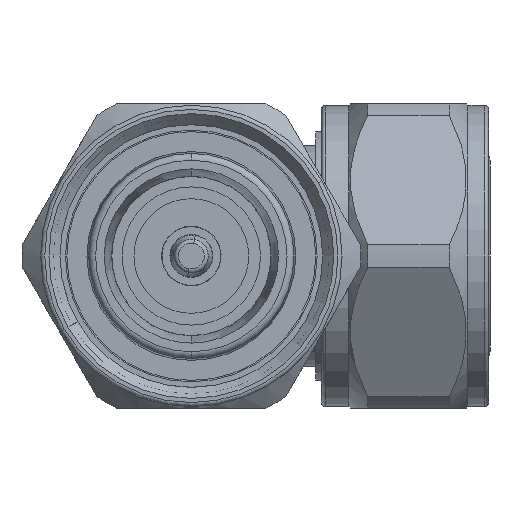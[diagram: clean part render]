
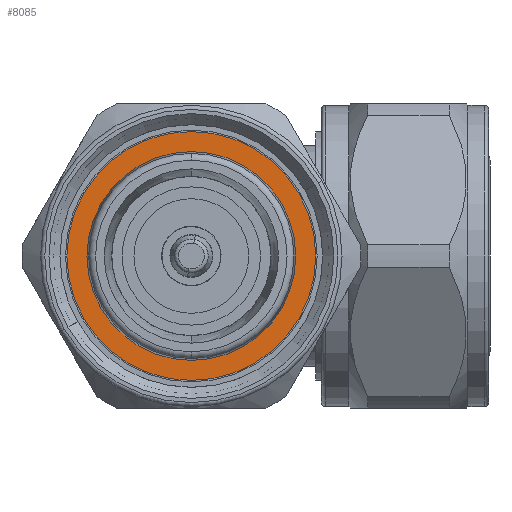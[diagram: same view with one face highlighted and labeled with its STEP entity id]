
A CAD part, left-side view. The second image highlights one B-rep face of the part: STEP entity #8085.
In plain terms, the highlighted face is planar.
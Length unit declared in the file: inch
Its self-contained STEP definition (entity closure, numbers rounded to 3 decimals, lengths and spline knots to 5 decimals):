
#39 = FACE_BOUND ( 'NONE', #6527, .T. ) ;
#345 = CIRCLE ( 'NONE', #5781, 0.35433 ) ;
#412 = CARTESIAN_POINT ( 'NONE',  ( -0.33071, 0., 0. ) ) ;
#692 = CARTESIAN_POINT ( 'NONE',  ( -0.33071, 0., 0.29724 ) ) ;
#891 = CIRCLE ( 'NONE', #5195, 0.29724 ) ;
#1014 = VERTEX_POINT ( 'NONE', #5915 ) ;
#1074 = ORIENTED_EDGE ( 'NONE', *, *, #4655, .T. ) ;
#1181 = VERTEX_POINT ( 'NONE', #5836 ) ;
#1365 = AXIS2_PLACEMENT_3D ( 'NONE', #7200, #10617, #9044 ) ;
#2349 = ORIENTED_EDGE ( 'NONE', *, *, #10521, .T. ) ;
#2503 = CARTESIAN_POINT ( 'NONE',  ( -0.33071, 0., -0.35433 ) ) ;
#3147 = EDGE_CURVE ( 'NONE', #6991, #1181, #891, .T. ) ;
#3273 = DIRECTION ( 'NONE',  ( 1., 0., 0. ) ) ;
#3750 = EDGE_CURVE ( 'NONE', #1181, #6991, #9700, .T. ) ;
#4602 = DIRECTION ( 'NONE',  ( 0., 0., -1. ) ) ;
#4620 = AXIS2_PLACEMENT_3D ( 'NONE', #412, #3273, #5939 ) ;
#4655 = EDGE_CURVE ( 'NONE', #7729, #1014, #345, .T. ) ;
#5154 = CIRCLE ( 'NONE', #7438, 0.35433 ) ;
#5195 = AXIS2_PLACEMENT_3D ( 'NONE', #6252, #6959, #9041 ) ;
#5388 = CARTESIAN_POINT ( 'NONE',  ( -0.33071, 0., 0. ) ) ;
#5781 = AXIS2_PLACEMENT_3D ( 'NONE', #5388, #6382, #4602 ) ;
#5836 = CARTESIAN_POINT ( 'NONE',  ( -0.33071, 0., -0.29724 ) ) ;
#5915 = CARTESIAN_POINT ( 'NONE',  ( -0.33071, 0., 0.35433 ) ) ;
#5939 = DIRECTION ( 'NONE',  ( 0., 0., -1. ) ) ;
#5989 = CARTESIAN_POINT ( 'NONE',  ( -0.33071, 0., 0. ) ) ;
#6252 = CARTESIAN_POINT ( 'NONE',  ( -0.33071, 0., 0. ) ) ;
#6382 = DIRECTION ( 'NONE',  ( 1., 0., 0. ) ) ;
#6527 = EDGE_LOOP ( 'NONE', ( #11326, #7228 ) ) ;
#6959 = DIRECTION ( 'NONE',  ( 1., 0., 0. ) ) ;
#6991 = VERTEX_POINT ( 'NONE', #692 ) ;
#7200 = CARTESIAN_POINT ( 'NONE',  ( -0.33071, 0.35433, 0. ) ) ;
#7228 = ORIENTED_EDGE ( 'NONE', *, *, #3147, .F. ) ;
#7438 = AXIS2_PLACEMENT_3D ( 'NONE', #5989, #10509, #7590 ) ;
#7590 = DIRECTION ( 'NONE',  ( 0., 0., -1. ) ) ;
#7729 = VERTEX_POINT ( 'NONE', #2503 ) ;
#7929 = EDGE_LOOP ( 'NONE', ( #1074, #2349 ) ) ;
#8048 = PLANE ( 'NONE',  #1365 ) ;
#8085 = ADVANCED_FACE ( 'NONE', ( #10676, #39 ), #8048, .T. ) ;
#9041 = DIRECTION ( 'NONE',  ( 0., 0., -1. ) ) ;
#9044 = DIRECTION ( 'NONE',  ( 0., 1., 0. ) ) ;
#9700 = CIRCLE ( 'NONE', #4620, 0.29724 ) ;
#10509 = DIRECTION ( 'NONE',  ( 1., 0., 0. ) ) ;
#10521 = EDGE_CURVE ( 'NONE', #1014, #7729, #5154, .T. ) ;
#10617 = DIRECTION ( 'NONE',  ( 1., 0., 0. ) ) ;
#10676 = FACE_OUTER_BOUND ( 'NONE', #7929, .T. ) ;
#11326 = ORIENTED_EDGE ( 'NONE', *, *, #3750, .F. ) ;
